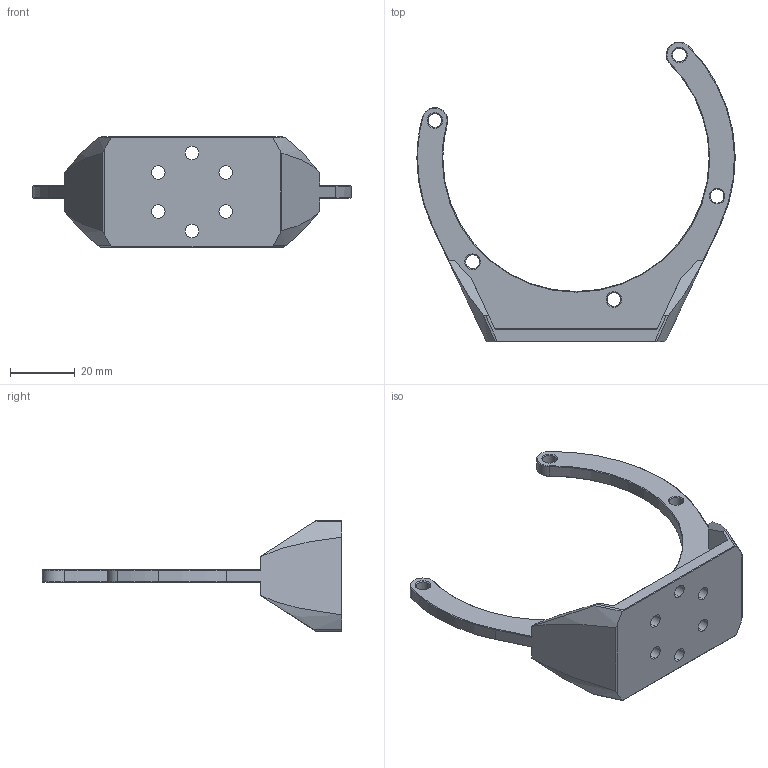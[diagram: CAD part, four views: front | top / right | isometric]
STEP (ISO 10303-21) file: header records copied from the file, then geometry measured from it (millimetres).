
FILE_DESCRIPTION (( 'STEP AP214' ), '1' );
FILE_NAME ('hip_thigh_2.STEP', '2025-12-30T08:56:32', ( '' ), ( '' ), 'SwSTEP 2.0', 'SolidWorks 2023', '' );
FILE_SCHEMA (( 'AUTOMOTIVE_DESIGN' ));
Length unit declared in the file: millimetre
Products named in the file (1): hip_thigh_2
Bounding box: 98 x 92.31 x 34 mm (x, y, z)
Volume: 18760.3 mm3; surface area: 11851.1 mm2
Topology: 1 solids, 1 shells, 145 faces, 369 edges, 228 vertices
Faces by surface type: cone 54, cylinder 47, plane 40, bspline 4
Entity records: 4519 total; most frequent: CARTESIAN_POINT 944, DIRECTION 763, ORIENTED_EDGE 738, EDGE_CURVE 369, AXIS2_PLACEMENT_3D 292, VERTEX_POINT 228, VECTOR 179, LINE 179
